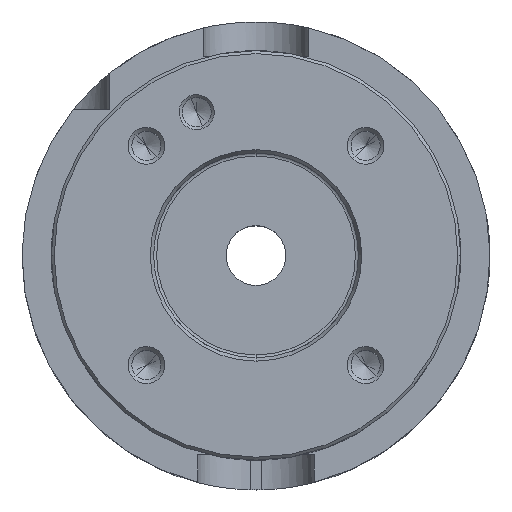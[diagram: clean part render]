
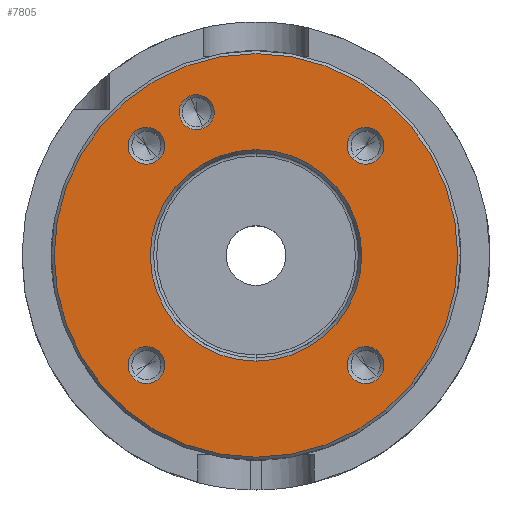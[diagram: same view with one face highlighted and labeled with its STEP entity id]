
A CAD part, top view. The second image highlights one B-rep face of the part: STEP entity #7805.
In plain terms, the highlighted planar face has unit normal (0, 0, 1).
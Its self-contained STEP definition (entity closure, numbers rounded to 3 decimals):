
#1152=CARTESIAN_POINT('',(0.,0.,
60.));
#1153=DIRECTION('',(0.,0.,1.));
#1154=DIRECTION('',(-1.,0.,0.));
#1155=AXIS2_PLACEMENT_3D('',#1152,#1153,#1154);
#1160=CARTESIAN_POINT('',(0.,0.,
60.));
#1161=DIRECTION('',(0.,0.,1.));
#1162=DIRECTION('',(1.,0.,0.));
#1163=AXIS2_PLACEMENT_3D('',#1160,#1161,#1162);
#1168=CARTESIAN_POINT('',(-10.141,24.483,60.));
#1169=DIRECTION('',(0.,0.,-1.));
#1170=DIRECTION('',(0.383,-0.924,0.));
#1171=AXIS2_PLACEMENT_3D('',#1168,#1169,#1170);
#1176=CARTESIAN_POINT('',(-10.141,24.483,60.));
#1177=DIRECTION('',(0.,0.,-1.));
#1178=DIRECTION('',(-0.383,0.924,0.));
#1179=AXIS2_PLACEMENT_3D('',#1176,#1177,#1178);
#1184=CARTESIAN_POINT('',(-18.738,-18.738,60.));
#1185=DIRECTION('',(0.,0.,-1.));
#1186=DIRECTION('',(-0.707,-0.707,0.));
#1187=AXIS2_PLACEMENT_3D('',#1184,#1185,#1186);
#1192=CARTESIAN_POINT('',(-18.738,-18.738,60.));
#1193=DIRECTION('',(0.,0.,-1.));
#1194=DIRECTION('',(0.707,0.707,0.));
#1195=AXIS2_PLACEMENT_3D('',#1192,#1193,#1194);
#1200=CARTESIAN_POINT('',(-18.738,18.738,60.));
#1201=DIRECTION('',(0.,0.,-1.));
#1202=DIRECTION('',(-0.707,0.707,0.));
#1203=AXIS2_PLACEMENT_3D('',#1200,#1201,#1202);
#1208=CARTESIAN_POINT('',(-18.738,18.738,60.));
#1209=DIRECTION('',(0.,0.,-1.));
#1210=DIRECTION('',(0.707,-0.707,0.));
#1211=AXIS2_PLACEMENT_3D('',#1208,#1209,#1210);
#1216=CARTESIAN_POINT('',(18.738,18.738,60.));
#1217=DIRECTION('',(0.,0.,-1.));
#1218=DIRECTION('',(0.707,0.707,0.));
#1219=AXIS2_PLACEMENT_3D('',#1216,#1217,#1218);
#1224=CARTESIAN_POINT('',(18.738,18.738,60.));
#1225=DIRECTION('',(0.,0.,-1.));
#1226=DIRECTION('',(-0.707,-0.707,0.));
#1227=AXIS2_PLACEMENT_3D('',#1224,#1225,#1226);
#1232=CARTESIAN_POINT('',(18.738,-18.738,60.));
#1233=DIRECTION('',(0.,0.,-1.));
#1234=DIRECTION('',(0.707,-0.707,0.));
#1235=AXIS2_PLACEMENT_3D('',#1232,#1233,#1234);
#1240=CARTESIAN_POINT('',(18.738,-18.738,60.));
#1241=DIRECTION('',(0.,0.,-1.));
#1242=DIRECTION('',(-0.707,0.707,0.));
#1243=AXIS2_PLACEMENT_3D('',#1240,#1241,#1242);
#1255=CARTESIAN_POINT('',(0.,0.,60.));
#1256=DIRECTION('',(0.,0.,-1.));
#1257=DIRECTION('',(0.,-1.,0.));
#1258=AXIS2_PLACEMENT_3D('',#1255,#1256,#1257);
#1271=CARTESIAN_POINT('',(0.,0.,60.));
#1272=DIRECTION('',(0.,0.,-1.));
#1273=DIRECTION('',(0.,1.,0.));
#1274=AXIS2_PLACEMENT_3D('',#1271,#1272,#1273);
#6880=CARTESIAN_POINT('',(-8.993,21.711,60.));
#6881=VERTEX_POINT('',#6880);
#6882=CARTESIAN_POINT('',(-11.289,27.254,60.));
#6883=VERTEX_POINT('',#6882);
#6892=CARTESIAN_POINT('',(-20.966,-20.966,60.));
#6893=VERTEX_POINT('',#6892);
#6894=CARTESIAN_POINT('',(-16.511,-16.511,60.));
#6895=VERTEX_POINT('',#6894);
#6900=CARTESIAN_POINT('',(-20.966,20.966,60.));
#6901=VERTEX_POINT('',#6900);
#6902=CARTESIAN_POINT('',(-16.511,16.511,60.));
#6903=VERTEX_POINT('',#6902);
#6908=CARTESIAN_POINT('',(20.966,20.966,60.));
#6909=VERTEX_POINT('',#6908);
#6910=CARTESIAN_POINT('',(16.511,16.511,60.));
#6911=VERTEX_POINT('',#6910);
#6916=CARTESIAN_POINT('',(20.966,-20.966,60.));
#6917=VERTEX_POINT('',#6916);
#6918=CARTESIAN_POINT('',(16.511,-16.511,60.));
#6919=VERTEX_POINT('',#6918);
#6976=CARTESIAN_POINT('',(0.,-18.077,60.));
#6977=CARTESIAN_POINT('',(0.,18.077,60.));
#6978=VERTEX_POINT('',#6976);
#6979=VERTEX_POINT('',#6977);
#7000=CARTESIAN_POINT('',(-34.5,0.,60.));
#7001=CARTESIAN_POINT('',(34.5,0.,60.));
#7002=VERTEX_POINT('',#7000);
#7003=VERTEX_POINT('',#7001);
#7759=CARTESIAN_POINT('',(0.,0.,60.));
#7760=DIRECTION('',(0.,0.,-1.));
#7761=DIRECTION('',(1.,0.,0.));
#7762=AXIS2_PLACEMENT_3D('',#7759,#7760,#7761);
#7763=PLANE('',#7762);
#7764=ORIENTED_EDGE('',*,*,#7749,.F.);
#7766=ORIENTED_EDGE('',*,*,#7765,.F.);
#7767=EDGE_LOOP('',(#7764,#7766));
#7768=FACE_OUTER_BOUND('',#7767,.F.);
#7770=ORIENTED_EDGE('',*,*,#7769,.F.);
#7772=ORIENTED_EDGE('',*,*,#7771,.F.);
#7773=EDGE_LOOP('',(#7770,#7772));
#7774=FACE_BOUND('',#7773,.F.);
#7776=ORIENTED_EDGE('',*,*,#7775,.F.);
#7778=ORIENTED_EDGE('',*,*,#7777,.F.);
#7779=EDGE_LOOP('',(#7776,#7778));
#7780=FACE_BOUND('',#7779,.F.);
#7782=ORIENTED_EDGE('',*,*,#7781,.F.);
#7784=ORIENTED_EDGE('',*,*,#7783,.F.);
#7785=EDGE_LOOP('',(#7782,#7784));
#7786=FACE_BOUND('',#7785,.F.);
#7788=ORIENTED_EDGE('',*,*,#7787,.F.);
#7790=ORIENTED_EDGE('',*,*,#7789,.F.);
#7791=EDGE_LOOP('',(#7788,#7790));
#7792=FACE_BOUND('',#7791,.F.);
#7794=ORIENTED_EDGE('',*,*,#7793,.F.);
#7796=ORIENTED_EDGE('',*,*,#7795,.F.);
#7797=EDGE_LOOP('',(#7794,#7796));
#7798=FACE_BOUND('',#7797,.F.);
#7800=ORIENTED_EDGE('',*,*,#7799,.F.);
#7802=ORIENTED_EDGE('',*,*,#7801,.F.);
#7803=EDGE_LOOP('',(#7800,#7802));
#7804=FACE_BOUND('',#7803,.F.);
#1156=CIRCLE('',#1155,34.5);
#1164=CIRCLE('',#1163,34.5);
#1172=CIRCLE('',#1171,3.);
#1180=CIRCLE('',#1179,3.);
#1188=CIRCLE('',#1187,3.15);
#1196=CIRCLE('',#1195,3.15);
#1204=CIRCLE('',#1203,3.15);
#1212=CIRCLE('',#1211,3.15);
#1220=CIRCLE('',#1219,3.15);
#1228=CIRCLE('',#1227,3.15);
#1236=CIRCLE('',#1235,3.15);
#1244=CIRCLE('',#1243,3.15);
#1259=CIRCLE('',#1258,18.077);
#1275=CIRCLE('',#1274,18.077);
#7749=EDGE_CURVE('',#7002,#7003,#1156,.T.);
#7765=EDGE_CURVE('',#7003,#7002,#1164,.T.);
#7769=EDGE_CURVE('',#6978,#6979,#1259,.T.);
#7771=EDGE_CURVE('',#6979,#6978,#1275,.T.);
#7775=EDGE_CURVE('',#6881,#6883,#1172,.T.);
#7777=EDGE_CURVE('',#6883,#6881,#1180,.T.);
#7781=EDGE_CURVE('',#6893,#6895,#1188,.T.);
#7783=EDGE_CURVE('',#6895,#6893,#1196,.T.);
#7787=EDGE_CURVE('',#6901,#6903,#1204,.T.);
#7789=EDGE_CURVE('',#6903,#6901,#1212,.T.);
#7793=EDGE_CURVE('',#6909,#6911,#1220,.T.);
#7795=EDGE_CURVE('',#6911,#6909,#1228,.T.);
#7799=EDGE_CURVE('',#6917,#6919,#1236,.T.);
#7801=EDGE_CURVE('',#6919,#6917,#1244,.T.);
#7805=ADVANCED_FACE('',(#7768,#7774,#7780,#7786,#7792,#7798,#7804),#7763,.F.);
